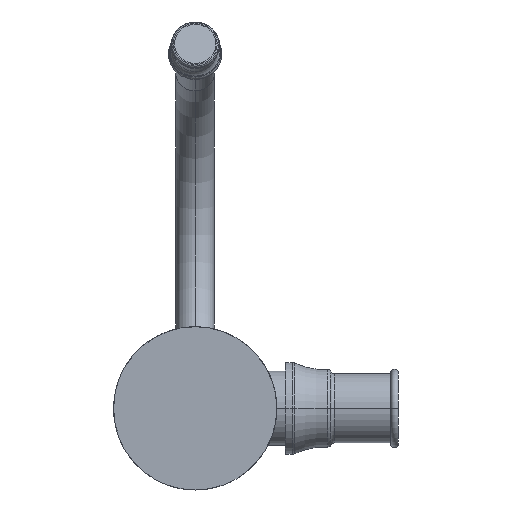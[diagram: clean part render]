
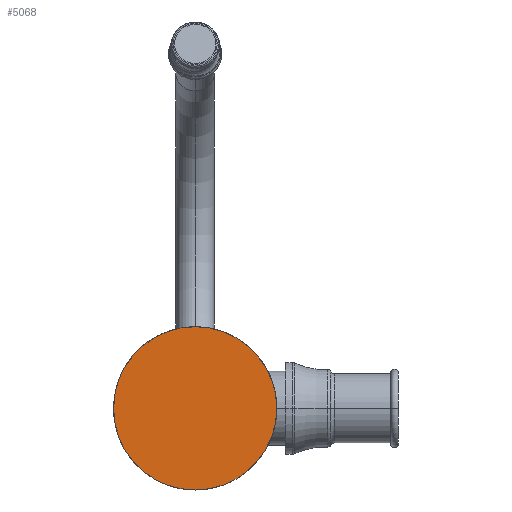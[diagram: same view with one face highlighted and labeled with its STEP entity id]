
A CAD part, front view. The second image highlights one B-rep face of the part: STEP entity #5068.
In plain terms, the highlighted planar face has unit normal (0, -1, 0).
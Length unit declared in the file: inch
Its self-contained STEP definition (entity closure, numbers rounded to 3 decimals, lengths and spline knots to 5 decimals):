
#2=CARTESIAN_POINT('',(0.,0.,0.));
#3=DIRECTION('',(0.,-1.,0.));
#4=DIRECTION('',(1.,0.,0.));
#5=AXIS2_PLACEMENT_3D('',#2,#3,#4);
#12=CARTESIAN_POINT('',(0.,0.,0.));
#13=DIRECTION('',(0.,1.,0.));
#14=DIRECTION('',(1.,0.,0.));
#15=AXIS2_PLACEMENT_3D('',#12,#13,#14);
#4804=CARTESIAN_POINT('',(1.0625,0.,0.));
#4805=CARTESIAN_POINT('',(-1.0625,0.,0.));
#4806=VERTEX_POINT('',#4804);
#4807=VERTEX_POINT('',#4805);
#5058=CARTESIAN_POINT('',(0.,0.,0.));
#5059=DIRECTION('',(0.,-1.,0.));
#5060=DIRECTION('',(-1.,0.,0.));
#5061=AXIS2_PLACEMENT_3D('',#5058,#5059,#5060);
#5062=PLANE('',#5061);
#5063=ORIENTED_EDGE('',*,*,#5047,.F.);
#5065=ORIENTED_EDGE('',*,*,#5064,.T.);
#5066=EDGE_LOOP('',(#5063,#5065));
#5067=FACE_OUTER_BOUND('',#5066,.F.);
#5068=ADVANCED_FACE('',(#5067),#5062,.T.);
#6=CIRCLE('',#5,1.0625);
#16=CIRCLE('',#15,1.0625);
#5047=EDGE_CURVE('',#4806,#4807,#6,.T.);
#5064=EDGE_CURVE('',#4806,#4807,#16,.T.);
